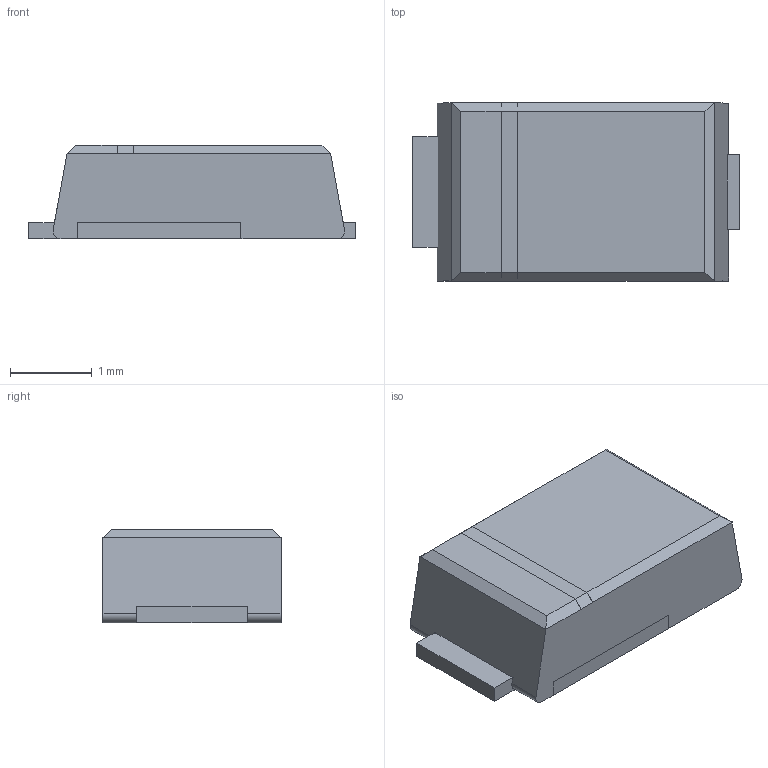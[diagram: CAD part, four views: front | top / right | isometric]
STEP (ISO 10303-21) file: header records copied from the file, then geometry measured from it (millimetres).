
FILE_DESCRIPTION(('FreeCAD Model'),'2;1');
FILE_NAME('Open CASCADE Shape Model','2022-06-14T19:46:40',('Author'),( ''),'Open CASCADE STEP processor 7.5','FreeCAD','Unknown');
FILE_SCHEMA(('AUTOMOTIVE_DESIGN { 1 0 10303 214 1 1 1 1 }'));
Length unit declared in the file: millimetre
Products named in the file (4): Part; Body; Cathode Band; Pads
Assembly tree (3 placements, depth 2):
  Part
    Body
    Cathode Band
    Pads
Bounding box: 4 x 2.18 x 1.15 mm (x, y, z)
Volume: 8.6 mm3; surface area: 43.5 mm2
Topology: 4 solids, 4 shells, 65 faces, 158 edges, 104 vertices
Faces by surface type: plane 55, cylinder 10
Full cylindrical faces by diameter (mm): 0.24 x6
Entity records: 4083 total; most frequent: CARTESIAN_POINT 719, DIRECTION 620, LINE 434, VECTOR 434, ORIENTED_EDGE 316, PCURVE 316, DEFINITIONAL_REPRESENTATION 316, EDGE_CURVE 158
